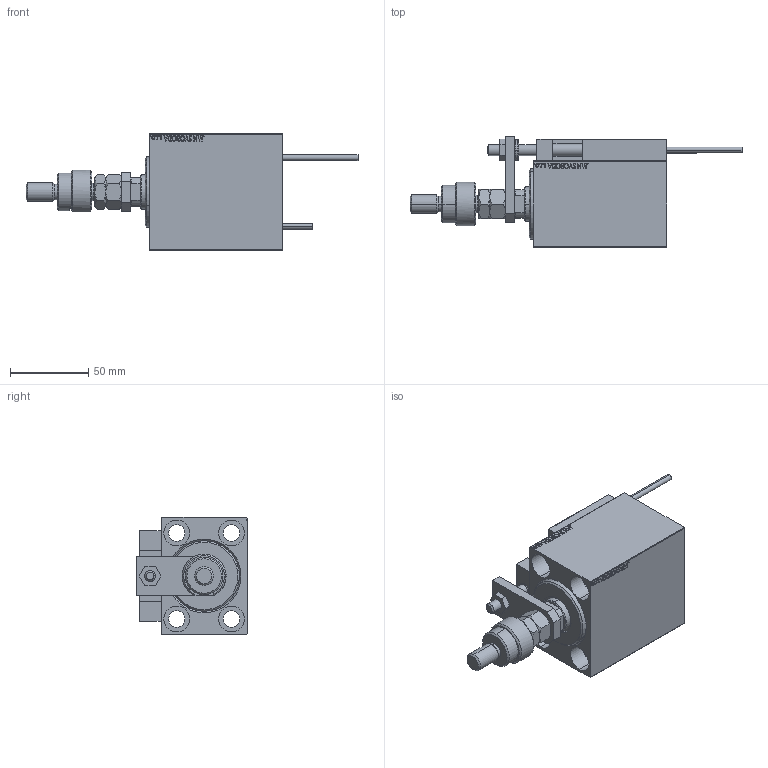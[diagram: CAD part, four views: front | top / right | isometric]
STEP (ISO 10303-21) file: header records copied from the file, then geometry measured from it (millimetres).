
FILE_DESCRIPTION (( 'STEP AP203' ), '1' );
FILE_NAME ('2903.STEP', '2022-04-17T10:22:14', ( '' ), ( '' ), 'SwSTEP 2.0', 'SolidWorks 2019', '' );
FILE_SCHEMA (( 'CONFIG_CONTROL_DESIGN' ));
Length unit declared in the file: millimetre
Products named in the file (18): X_Y_DFA 3afcf7273f3e2d43ea236e2376764728; SWITCH_X_FRONT_BACK 3afcf7273f3e2d43ea236e2376764728; MFA 3afcf7273f3e2d43ea236e2376764728; V450CM_VC_B 3afcf7273f3e2d43ea236e2376764728; V450CM_C_Body 3afcf7273f3e2d43ea236e2376764728; ALLEN BOLT D5 3afcf7273f3e2d43ea236e2376764728; V450CM_C_VCP 3afcf7273f3e2d43ea236e2376764728; NUT_D12 3afcf7273f3e2d43ea236e2376764728; SWITCH X 3afcf7273f3e2d43ea236e2376764728; FEMALE_PART_FOR_DFA 3afcf7273f3e2d43ea236e2376764728; SWITCH DIM B,W 3afcf7273f3e2d43ea236e2376764728; ZARAZKA 3afcf7273f3e2d43ea236e2376764728; TYC_L79 3afcf7273f3e2d43ea236e2376764728; ALLEN BOLT D8 3afcf7273f3e2d43ea236e2376764728; Block 3afcf7273f3e2d43ea236e2376764728; KONCOVKA 3afcf7273f3e2d43ea236e2376764728; MAGNET 3afcf7273f3e2d43ea236e2376764728; 2903
Assembly tree (27 placements, depth 3):
  2903
    V450CM_C_Body 3afcf7273f3e2d43ea236e2376764728
    SWITCH X 3afcf7273f3e2d43ea236e2376764728
      SWITCH_X_FRONT_BACK 3afcf7273f3e2d43ea236e2376764728  x2
      TYC_L79 3afcf7273f3e2d43ea236e2376764728
      Block 3afcf7273f3e2d43ea236e2376764728  x2
      ALLEN BOLT D5 3afcf7273f3e2d43ea236e2376764728  x4
      ALLEN BOLT D8 3afcf7273f3e2d43ea236e2376764728  x4
      MAGNET 3afcf7273f3e2d43ea236e2376764728  x2
      KONCOVKA 3afcf7273f3e2d43ea236e2376764728  x2
    NUT_D12 3afcf7273f3e2d43ea236e2376764728
    SWITCH DIM B,W 3afcf7273f3e2d43ea236e2376764728
    ZARAZKA 3afcf7273f3e2d43ea236e2376764728
    V450CM_C_VCP 3afcf7273f3e2d43ea236e2376764728
    V450CM_VC_B 3afcf7273f3e2d43ea236e2376764728
    X_Y_DFA 3afcf7273f3e2d43ea236e2376764728
      FEMALE_PART_FOR_DFA 3afcf7273f3e2d43ea236e2376764728
      MFA 3afcf7273f3e2d43ea236e2376764728
Bounding box: 212 x 70.5 x 75 mm (x, y, z)
Volume: 365674.6 mm3; surface area: 94523.6 mm2
Topology: 25 solids, 25 shells, 1363 faces, 3246 edges, 2063 vertices
Faces by surface type: plane 588, bspline 380, cylinder 197, cone 146, torus 48, sphere 4
Entity records: 52920 total; most frequent: CARTESIAN_POINT 26611, ORIENTED_EDGE 5512, DIRECTION 3830, EDGE_CURVE 2756, VERTEX_POINT 1787, VECTOR 1538, LINE 1538, EDGE_LOOP 1275
